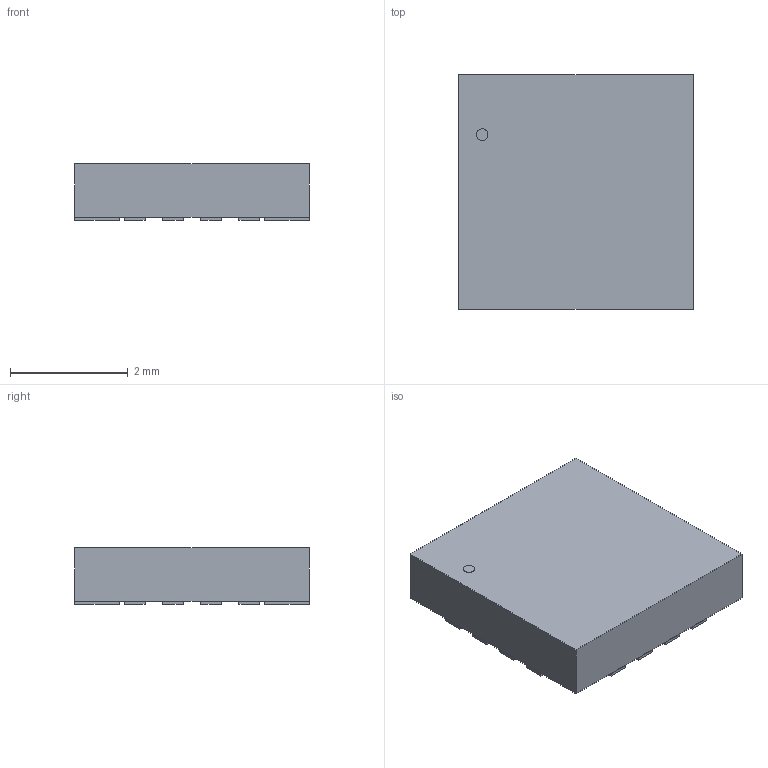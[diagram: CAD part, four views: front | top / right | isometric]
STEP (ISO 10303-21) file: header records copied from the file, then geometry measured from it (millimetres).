
FILE_DESCRIPTION(('STEP AP214'),'1');
FILE_NAME('CP_16_19','2020-09-21T01:23:13',(''),(''),'','','');
FILE_SCHEMA(('AUTOMOTIVE_DESIGN'));
Length unit declared in the file: millimetre
Products named in the file (1): product
Bounding box: 3.99 x 3.99 x 0.97 mm (x, y, z)
Volume: 0 mm3; surface area: 57 mm2
Topology: 1 solids, 103 shells, 105 faces, 411 edges, 410 vertices
Faces by surface type: plane 104, cylinder 1
Full cylindrical faces by diameter (mm): 0.199 x1
Entity records: 4702 total; most frequent: CARTESIAN_POINT 927, VERTEX_POINT 818, DIRECTION 626, ORIENTED_EDGE 412, EDGE_CURVE 410, LINE 408, VECTOR 408, AXIS2_PLACEMENT_3D 109
